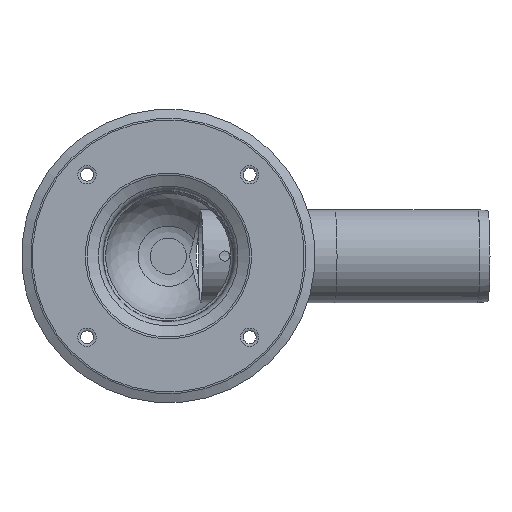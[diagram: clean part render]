
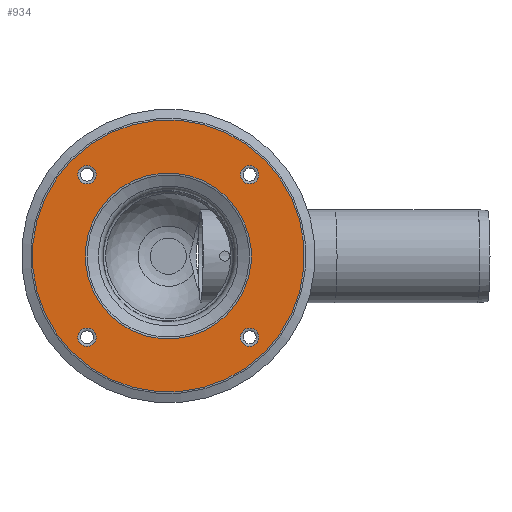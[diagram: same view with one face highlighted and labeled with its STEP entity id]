
A CAD part, top view. The second image highlights one B-rep face of the part: STEP entity #934.
In plain terms, the highlighted planar face has unit normal (0, 0, 1).
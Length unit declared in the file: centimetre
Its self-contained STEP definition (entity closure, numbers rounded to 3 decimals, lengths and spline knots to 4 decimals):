
#76=FACE_BOUND('',#298,.T.);
#77=FACE_BOUND('',#299,.T.);
#78=FACE_BOUND('',#300,.T.);
#79=FACE_BOUND('',#301,.T.);
#80=FACE_BOUND('',#302,.T.);
#100=CIRCLE('',#1061,7.182);
#110=CIRCLE('',#1076,7.182);
#120=CIRCLE('',#1091,7.182);
#130=CIRCLE('',#1106,7.182);
#147=CIRCLE('',#1130,65.);
#149=CIRCLE('',#1133,106.5278);
#194=PLANE('',#1132);
#232=FACE_OUTER_BOUND('',#297,.T.);
#297=EDGE_LOOP('',(#749));
#298=EDGE_LOOP('',(#750));
#299=EDGE_LOOP('',(#751));
#300=EDGE_LOOP('',(#752));
#301=EDGE_LOOP('',(#753));
#302=EDGE_LOOP('',(#754));
#367=VERTEX_POINT('',#1753);
#375=VERTEX_POINT('',#1779);
#383=VERTEX_POINT('',#1805);
#391=VERTEX_POINT('',#1831);
#403=VERTEX_POINT('',#1869);
#404=VERTEX_POINT('',#1873);
#468=EDGE_CURVE('',#367,#367,#100,.T.);
#481=EDGE_CURVE('',#375,#375,#110,.T.);
#494=EDGE_CURVE('',#383,#383,#120,.T.);
#507=EDGE_CURVE('',#391,#391,#130,.T.);
#526=EDGE_CURVE('',#403,#403,#147,.T.);
#528=EDGE_CURVE('',#404,#404,#149,.T.);
#749=ORIENTED_EDGE('',*,*,#528,.F.);
#750=ORIENTED_EDGE('',*,*,#468,.T.);
#751=ORIENTED_EDGE('',*,*,#481,.T.);
#752=ORIENTED_EDGE('',*,*,#494,.T.);
#753=ORIENTED_EDGE('',*,*,#507,.T.);
#754=ORIENTED_EDGE('',*,*,#526,.T.);
#934=ADVANCED_FACE('',(#232,#76,#77,#78,#79,#80),#194,.T.);
#1061=AXIS2_PLACEMENT_3D('',#1754,#1259,#1260);
#1076=AXIS2_PLACEMENT_3D('',#1780,#1292,#1293);
#1091=AXIS2_PLACEMENT_3D('',#1806,#1325,#1326);
#1106=AXIS2_PLACEMENT_3D('',#1832,#1358,#1359);
#1130=AXIS2_PLACEMENT_3D('',#1870,#1408,#1409);
#1132=AXIS2_PLACEMENT_3D('',#1872,#1412,#1413);
#1133=AXIS2_PLACEMENT_3D('',#1874,#1414,#1415);
#1259=DIRECTION('center_axis',(0.,0.,
-1.));
#1260=DIRECTION('ref_axis',(-0.707,-0.707,0.));
#1292=DIRECTION('center_axis',(0.,0.,
-1.));
#1293=DIRECTION('ref_axis',(-0.707,0.707,0.));
#1325=DIRECTION('center_axis',(0.,0.,
-1.));
#1326=DIRECTION('ref_axis',(0.707,0.707,0.));
#1358=DIRECTION('center_axis',(0.,0.,
-1.));
#1359=DIRECTION('ref_axis',(0.707,-0.707,0.));
#1408=DIRECTION('center_axis',(0.,0.,
-1.));
#1409=DIRECTION('ref_axis',(0.707,-0.707,0.));
#1412=DIRECTION('center_axis',(0.,0.,
1.));
#1413=DIRECTION('ref_axis',(-0.707,-0.707,0.));
#1414=DIRECTION('center_axis',(0.,0.,
-1.));
#1415=DIRECTION('ref_axis',(0.707,-0.707,0.));
#1753=CARTESIAN_POINT('',(-68.718,-58.5612,0.));
#1754=CARTESIAN_POINT('Origin',(-63.6396,-63.6396,0.));
#1779=CARTESIAN_POINT('',(-58.5612,68.718,0.));
#1780=CARTESIAN_POINT('Origin',(-63.6396,63.6396,0.));
#1805=CARTESIAN_POINT('',(68.718,58.5612,0.));
#1806=CARTESIAN_POINT('Origin',(63.6396,63.6396,0.));
#1831=CARTESIAN_POINT('',(58.5612,-68.718,0.));
#1832=CARTESIAN_POINT('Origin',(63.6396,-63.6396,0.));
#1869=CARTESIAN_POINT('',(-45.9619,-45.9619,0.));
#1870=CARTESIAN_POINT('Origin',(0.,0.,
0.));
#1872=CARTESIAN_POINT('Origin',(75.3265,-75.3265,0.));
#1873=CARTESIAN_POINT('',(-75.3265,-75.3265,0.));
#1874=CARTESIAN_POINT('Origin',(0.,0.,
0.));
